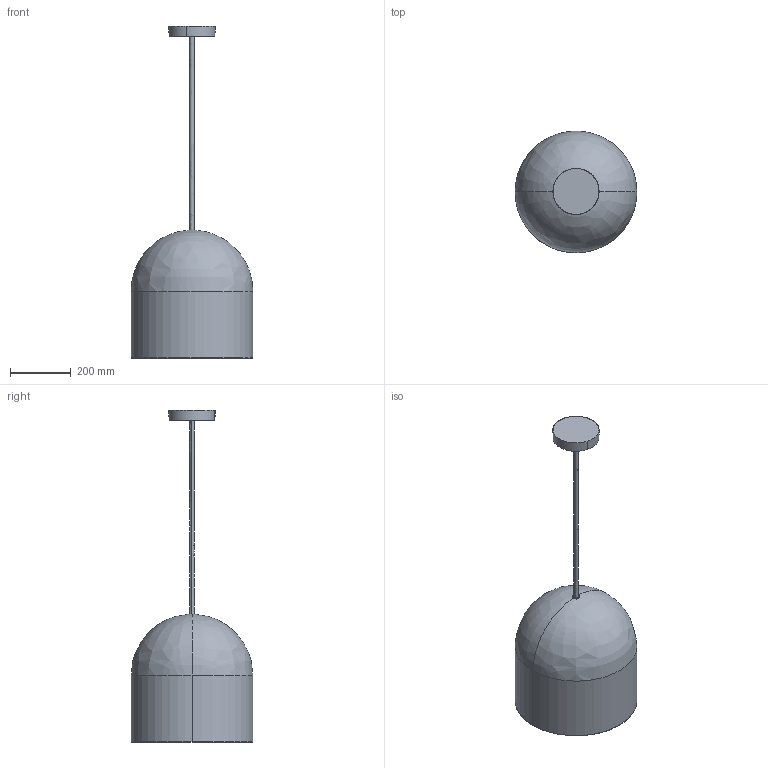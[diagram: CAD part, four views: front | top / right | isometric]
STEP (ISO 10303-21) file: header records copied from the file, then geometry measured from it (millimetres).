
FILE_DESCRIPTION(/* description */ (''),/* implementation_level */ '2;1');
FILE_NAME(/* name */ '3D 110300_Yanzi Suspension',/* time_stamp */ '2018-01-03T15:02:32+01:00',/* author */ (''),/* organization */ (''),/* preprocessor_version */ 'ST-DEVELOPER v10',/* originating_system */ '',/* authorisation */ '');
FILE_SCHEMA (('AUTOMOTIVE_DESIGN'));
Length unit declared in the file: millimetre
Products named in the file (1): 1
Bounding box: 400 x 399.7 x 1091.22 mm (x, y, z)
Volume: 2144041.7 mm3; surface area: 1221178.8 mm2
Topology: 4 solids, 15 shells, 213 faces, 525 edges, 322 vertices
Faces by surface type: bspline 180, plane 33
Entity records: 7421 total; most frequent: CARTESIAN_POINT 4458, ORIENTED_EDGE 980, EDGE_CURVE 518, VERTEX_POINT 322, EDGE_LOOP 227, ADVANCED_FACE 213, FACE_OUTER_BOUND 213, B_SPLINE_CURVE_WITH_KNOTS 198
